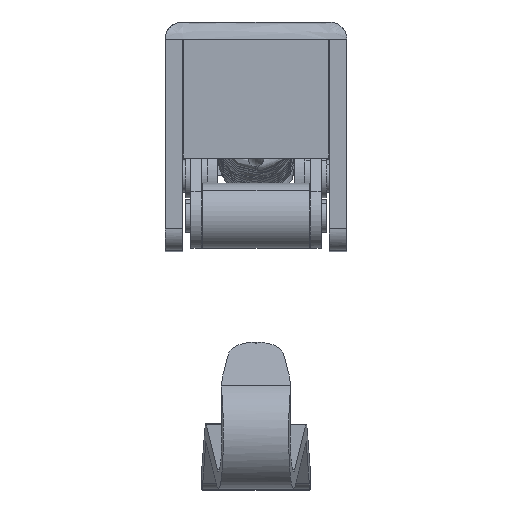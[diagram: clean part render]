
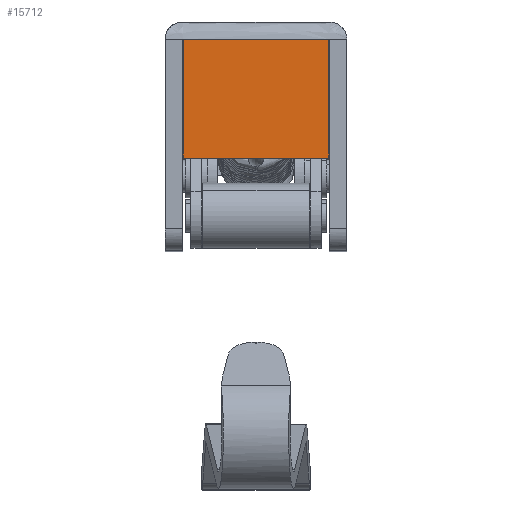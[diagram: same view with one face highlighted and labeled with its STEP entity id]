
A CAD part, top view. The second image highlights one B-rep face of the part: STEP entity #15712.
In plain terms, the highlighted free-form (B-spline) face has degree [1, 1] with [2, 2] control points.
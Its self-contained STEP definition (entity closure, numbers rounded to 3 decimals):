
#14479=CARTESIAN_POINT('',(6.7,6.4,5.0));
#14480=VERTEX_POINT('',#14479);
#14537=CARTESIAN_POINT('',(-6.7,6.4,5.0));
#14538=VERTEX_POINT('',#14537);
#14544=CARTESIAN_POINT('',(6.7,6.4,5.0));
#14545=CARTESIAN_POINT('',(-6.7,6.4,5.0));
#14546=QUASI_UNIFORM_CURVE('',1,(#14544,#14545),.UNSPECIFIED.,.F.,.U.);
#14547=EDGE_CURVE('',#14480,#14538,#14546,.T.);
#15299=CARTESIAN_POINT('',(6.7,-4.5,5.0));
#15300=VERTEX_POINT('',#15299);
#15306=CARTESIAN_POINT('',(-6.7,-4.5,5.0));
#15307=VERTEX_POINT('',#15306);
#15308=CARTESIAN_POINT('',(-6.7,-4.5,5.0));
#15309=CARTESIAN_POINT('',(6.7,-4.5,5.0));
#15310=QUASI_UNIFORM_CURVE('',1,(#15308,#15309),.UNSPECIFIED.,.F.,.U.);
#15311=EDGE_CURVE('',#15307,#15300,#15310,.T.);
#15338=CARTESIAN_POINT('',(6.7,6.4,5.0));
#15339=CARTESIAN_POINT('',(6.7,-4.5,5.0));
#15340=QUASI_UNIFORM_CURVE('',1,(#15338,#15339),.UNSPECIFIED.,.F.,.U.);
#15341=EDGE_CURVE('',#14480,#15300,#15340,.T.);
#15352=CARTESIAN_POINT('',(-6.7,6.4,5.0));
#15353=CARTESIAN_POINT('',(-6.7,-4.5,5.0));
#15354=QUASI_UNIFORM_CURVE('',1,(#15352,#15353),.UNSPECIFIED.,.F.,.U.);
#15355=EDGE_CURVE('',#14538,#15307,#15354,.T.);
#15701=CARTESIAN_POINT('',(-7.369,6.944,5.0));
#15702=CARTESIAN_POINT('',(7.369,6.944,5.0));
#15703=CARTESIAN_POINT('',(-7.369,-5.044,5.0));
#15704=CARTESIAN_POINT('',(7.369,-5.044,5.0));
#15705=B_SPLINE_SURFACE_WITH_KNOTS('',1,1,((#15701,#15703),(#15702,#15704)),.UNSPECIFIED.,.F.,.F.,.U.,(2,2),(2,2),(0.0,14.739),(0.0,11.989),.UNSPECIFIED.);
#15706=ORIENTED_EDGE('',*,*,#15341,.F.);
#15707=ORIENTED_EDGE('',*,*,#14547,.T.);
#15708=ORIENTED_EDGE('',*,*,#15355,.T.);
#15709=ORIENTED_EDGE('',*,*,#15311,.T.);
#15710=EDGE_LOOP('',(#15706,#15707,#15708,#15709));
#15711=FACE_OUTER_BOUND('',#15710,.T.);
#15712=ADVANCED_FACE('',(#15711),#15705,.F.);
